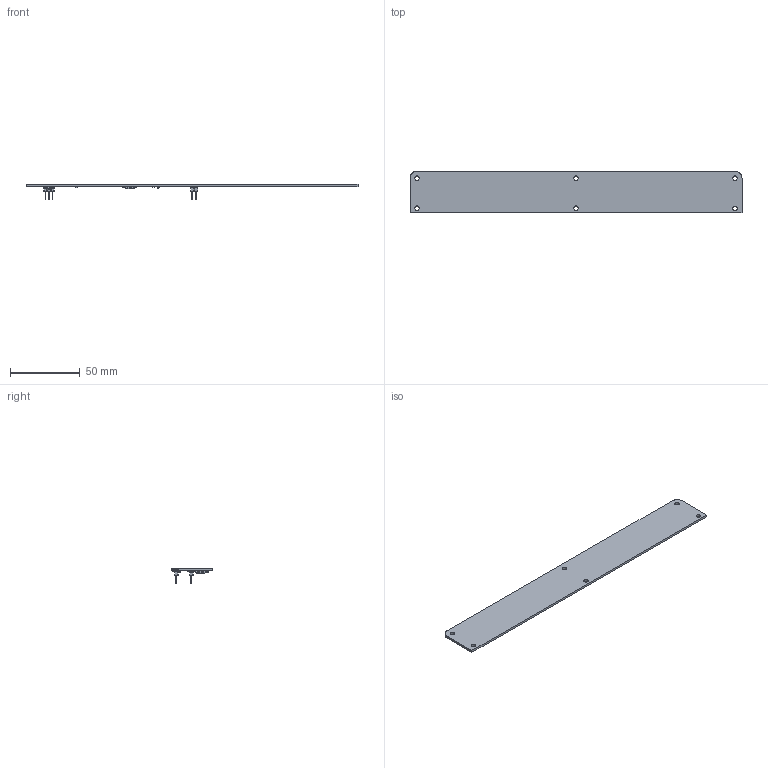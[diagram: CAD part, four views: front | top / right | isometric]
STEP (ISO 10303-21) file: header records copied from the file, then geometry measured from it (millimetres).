
FILE_DESCRIPTION(('KiCad electronic assembly'),'2;1');
FILE_NAME('OOLipo.step','2023-07-07T17:46:59',('Pcbnew'),('Kicad'), 'Open CASCADE STEP processor 7.5','KiCad to STEP converter','Unknown' );
FILE_SCHEMA(('AUTOMOTIVE_DESIGN { 1 0 10303 214 1 1 1 1 }'));
Length unit declared in the file: millimetre
Products named in the file (18): OOLipo 1; R_0603_1608Metric; SOLID; SOT-23-5; C_0603_1608Metric; TSOT-23; LED_0603_1608Metric; SOT-223; PinHeader_1x03_P2.54mm_Vertical_SMD_Pin1Left; PinHeader_1x02_P2.54mm_Vertical_SMD_Pin1Left; OOLipo PCB
Assembly tree (24 placements, depth 3):
  OOLipo 1
    R_0603_1608Metric  x4
      SOLID
    SOT-23-5  x2
      SOLID
    C_0603_1608Metric  x3
      SOLID
    TSOT-23  x2
      SOLID
    LED_0603_1608Metric
      SOLID
    SOT-223
      SOLID
    PinHeader_1x03_P2.54mm_Vertical_SMD_Pin1Left
      SOLID
    PinHeader_1x02_P2.54mm_Vertical_SMD_Pin1Left
      SOLID
    OOLipo PCB
Bounding box: 238.76 x 30.12 x 10.95 mm (x, y, z)
Volume: 11575.8 mm3; surface area: 15716.3 mm2
Topology: 16 solids, 16 shells, 883 faces, 2250 edges, 1416 vertices
Faces by surface type: plane 588, cylinder 167, bspline 128
Full cylindrical faces by diameter (mm): 3.2 x6
Entity records: 39271 total; most frequent: CARTESIAN_POINT 6832, DIRECTION 5184, LINE 3722, VECTOR 3722, ORIENTED_EDGE 2860, PCURVE 2860, DEFINITIONAL_REPRESENTATION 2860, EDGE_CURVE 1430
